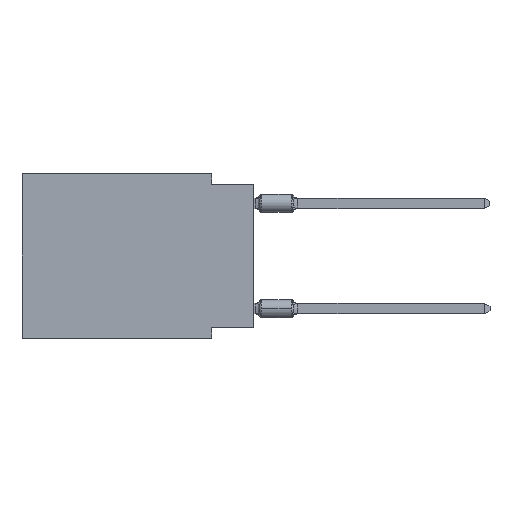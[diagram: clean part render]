
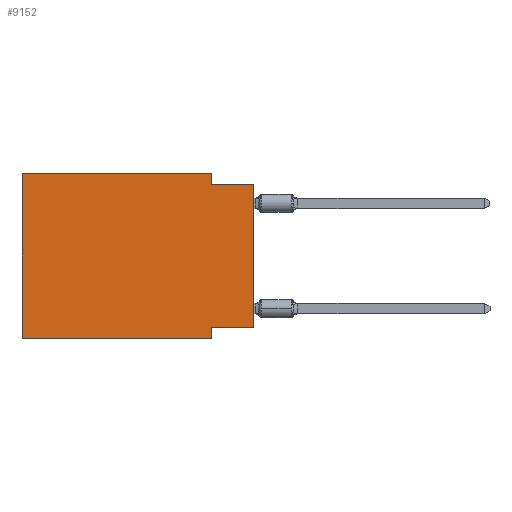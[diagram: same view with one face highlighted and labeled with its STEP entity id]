
A CAD part, left-side view. The second image highlights one B-rep face of the part: STEP entity #9152.
In plain terms, the highlighted planar face has unit normal (-1, 0, 0).
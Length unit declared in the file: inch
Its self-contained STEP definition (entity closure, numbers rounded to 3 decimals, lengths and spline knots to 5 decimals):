
#33 = DIRECTION ( 'NONE',  ( 1., 0., 0. ) ) ;
#476 = AXIS2_PLACEMENT_3D ( 'NONE', #11044, #33, #18526 ) ;
#513 = DIRECTION ( 'NONE',  ( 0., -1., 0. ) ) ;
#852 = EDGE_CURVE ( 'NONE', #19425, #23218, #6025, .T. ) ;
#1655 = DIRECTION ( 'NONE',  ( 0., 0., -1. ) ) ;
#1740 = VERTEX_POINT ( 'NONE', #23021 ) ;
#1979 = VECTOR ( 'NONE', #21394, 39.37008 ) ;
#2152 = VECTOR ( 'NONE', #1655, 39.37008 ) ;
#2373 = DIRECTION ( 'NONE',  ( 0., 1., 0. ) ) ;
#2403 = EDGE_CURVE ( 'NONE', #21358, #19425, #3280, .T. ) ;
#2422 = LINE ( 'NONE', #4752, #1979 ) ;
#3280 = LINE ( 'NONE', #8798, #14765 ) ;
#3654 = ORIENTED_EDGE ( 'NONE', *, *, #21058, .T. ) ;
#3660 = LINE ( 'NONE', #8819, #22281 ) ;
#3894 = VERTEX_POINT ( 'NONE', #15372 ) ;
#4752 = CARTESIAN_POINT ( 'NONE',  ( 0., 0.1, -0.39 ) ) ;
#5492 = DIRECTION ( 'NONE',  ( 0., 0., 1. ) ) ;
#6019 = CARTESIAN_POINT ( 'NONE',  ( 0., 0., -0.025 ) ) ;
#6025 = LINE ( 'NONE', #8234, #17859 ) ;
#6118 = ORIENTED_EDGE ( 'NONE', *, *, #852, .F. ) ;
#6139 = DIRECTION ( 'NONE',  ( 0., -1., 0. ) ) ;
#6572 = EDGE_CURVE ( 'NONE', #1740, #14559, #3660, .T. ) ;
#6939 = EDGE_CURVE ( 'NONE', #3894, #8756, #2422, .T. ) ;
#7997 = LINE ( 'NONE', #21221, #16104 ) ;
#8234 = CARTESIAN_POINT ( 'NONE',  ( 0., 0.55, 0. ) ) ;
#8249 = CARTESIAN_POINT ( 'NONE',  ( 0., 0.1, -0.39 ) ) ;
#8756 = VERTEX_POINT ( 'NONE', #8249 ) ;
#8798 = CARTESIAN_POINT ( 'NONE',  ( 0., 0.55, 0. ) ) ;
#8819 = CARTESIAN_POINT ( 'NONE',  ( 0., 0., 0. ) ) ;
#8838 = EDGE_CURVE ( 'NONE', #1740, #3894, #7997, .T. ) ;
#9152 = ADVANCED_FACE ( 'NONE', ( #16795 ), #9455, .F. ) ;
#9229 = VECTOR ( 'NONE', #513, 39.37008 ) ;
#9455 = PLANE ( 'NONE',  #476 ) ;
#9703 = LINE ( 'NONE', #6019, #15833 ) ;
#9929 = ORIENTED_EDGE ( 'NONE', *, *, #13397, .F. ) ;
#11044 = CARTESIAN_POINT ( 'NONE',  ( 0., 0.55, 0. ) ) ;
#11165 = CARTESIAN_POINT ( 'NONE',  ( 0., 0.55, -0.39 ) ) ;
#12039 = CARTESIAN_POINT ( 'NONE',  ( 0., 0.55, -0.39 ) ) ;
#12446 = CARTESIAN_POINT ( 'NONE',  ( 0., 0.1, -0.025 ) ) ;
#12509 = ORIENTED_EDGE ( 'NONE', *, *, #6572, .T. ) ;
#12676 = ORIENTED_EDGE ( 'NONE', *, *, #2403, .F. ) ;
#12997 = CARTESIAN_POINT ( 'NONE',  ( 0., 0., -0.025 ) ) ;
#13211 = ORIENTED_EDGE ( 'NONE', *, *, #6939, .F. ) ;
#13397 = EDGE_CURVE ( 'NONE', #23707, #14559, #9703, .T. ) ;
#14559 = VERTEX_POINT ( 'NONE', #12997 ) ;
#14765 = VECTOR ( 'NONE', #23953, 39.37008 ) ;
#14928 = CARTESIAN_POINT ( 'NONE',  ( 0., 0.55, 0. ) ) ;
#15372 = CARTESIAN_POINT ( 'NONE',  ( 0., 0.1, -0.365 ) ) ;
#15833 = VECTOR ( 'NONE', #6139, 39.37008 ) ;
#16104 = VECTOR ( 'NONE', #2373, 39.37008 ) ;
#16795 = FACE_OUTER_BOUND ( 'NONE', #21255, .T. ) ;
#17859 = VECTOR ( 'NONE', #20964, 39.37008 ) ;
#18445 = CARTESIAN_POINT ( 'NONE',  ( 0., 0.1, 0. ) ) ;
#18526 = DIRECTION ( 'NONE',  ( 0., 0., -1. ) ) ;
#19425 = VERTEX_POINT ( 'NONE', #14928 ) ;
#19661 = EDGE_CURVE ( 'NONE', #23218, #23707, #23924, .T. ) ;
#19814 = CARTESIAN_POINT ( 'NONE',  ( 0., 0.1, 0. ) ) ;
#20024 = ORIENTED_EDGE ( 'NONE', *, *, #19661, .F. ) ;
#20964 = DIRECTION ( 'NONE',  ( 0., -1., 0. ) ) ;
#21058 = EDGE_CURVE ( 'NONE', #21358, #8756, #23278, .T. ) ;
#21221 = CARTESIAN_POINT ( 'NONE',  ( 0., 0., -0.365 ) ) ;
#21255 = EDGE_LOOP ( 'NONE', ( #12509, #9929, #20024, #6118, #12676, #3654, #13211, #23968 ) ) ;
#21358 = VERTEX_POINT ( 'NONE', #11165 ) ;
#21394 = DIRECTION ( 'NONE',  ( 0., 0., -1. ) ) ;
#22281 = VECTOR ( 'NONE', #5492, 39.37008 ) ;
#23021 = CARTESIAN_POINT ( 'NONE',  ( 0., 0., -0.365 ) ) ;
#23218 = VERTEX_POINT ( 'NONE', #19814 ) ;
#23278 = LINE ( 'NONE', #12039, #9229 ) ;
#23707 = VERTEX_POINT ( 'NONE', #12446 ) ;
#23924 = LINE ( 'NONE', #18445, #2152 ) ;
#23953 = DIRECTION ( 'NONE',  ( 0., 0., 1. ) ) ;
#23968 = ORIENTED_EDGE ( 'NONE', *, *, #8838, .F. ) ;
